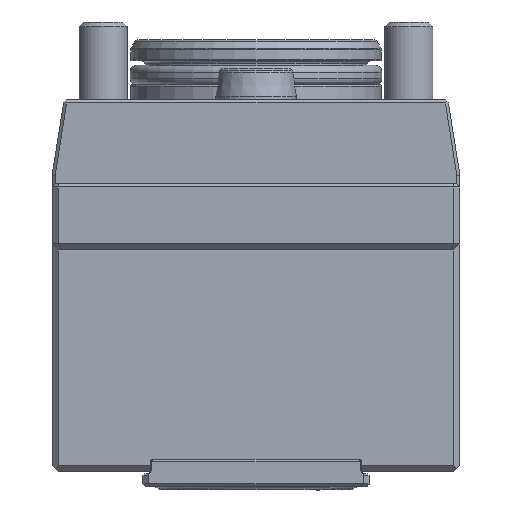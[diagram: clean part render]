
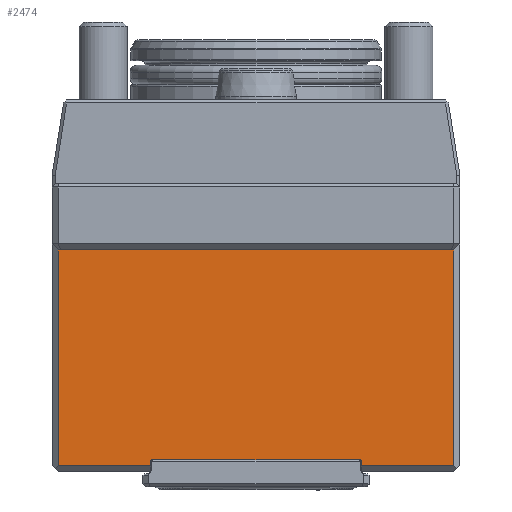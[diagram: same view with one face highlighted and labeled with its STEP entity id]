
A CAD part, left-side view. The second image highlights one B-rep face of the part: STEP entity #2474.
In plain terms, the highlighted planar face has unit normal (-1, 0, 0).
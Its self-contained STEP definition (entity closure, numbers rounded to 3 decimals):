
#93=LINE('',#3870,#321);
#94=LINE('',#3872,#322);
#97=LINE('',#3878,#325);
#146=LINE('',#3976,#374);
#148=LINE('',#3979,#376);
#161=LINE('',#4013,#389);
#162=LINE('',#4014,#390);
#163=LINE('',#4016,#391);
#321=VECTOR('',#2946,1000.);
#322=VECTOR('',#2949,1000.);
#325=VECTOR('',#2954,1000.);
#374=VECTOR('',#3031,1000.);
#376=VECTOR('',#3035,1000.);
#389=VECTOR('',#3070,1000.);
#390=VECTOR('',#3071,1000.);
#391=VECTOR('',#3072,1000.);
#730=ORIENTED_EDGE('',*,*,#1325,.F.);
#731=ORIENTED_EDGE('',*,*,#1332,.T.);
#732=ORIENTED_EDGE('',*,*,#1321,.F.);
#733=ORIENTED_EDGE('',*,*,#1315,.F.);
#734=ORIENTED_EDGE('',*,*,#1261,.T.);
#735=ORIENTED_EDGE('',*,*,#1260,.T.);
#736=ORIENTED_EDGE('',*,*,#1333,.T.);
#737=ORIENTED_EDGE('',*,*,#1334,.T.);
#738=ORIENTED_EDGE('',*,*,#1264,.T.);
#739=ORIENTED_EDGE('',*,*,#1313,.F.);
#1260=EDGE_CURVE('',#1583,#1585,#93,.T.);
#1261=EDGE_CURVE('',#1586,#1583,#94,.T.);
#1264=EDGE_CURVE('',#1588,#1587,#97,.T.);
#1313=EDGE_CURVE('',#1621,#1587,#146,.T.);
#1315=EDGE_CURVE('',#1586,#1623,#148,.T.);
#1321=EDGE_CURVE('',#1623,#1626,#1785,.T.);
#1325=EDGE_CURVE('',#1628,#1621,#1787,.T.);
#1332=EDGE_CURVE('',#1628,#1626,#161,.T.);
#1333=EDGE_CURVE('',#1585,#1633,#162,.T.);
#1334=EDGE_CURVE('',#1633,#1588,#163,.T.);
#1583=VERTEX_POINT('',#3865);
#1585=VERTEX_POINT('',#3869);
#1586=VERTEX_POINT('',#3873);
#1587=VERTEX_POINT('',#3877);
#1588=VERTEX_POINT('',#3879);
#1621=VERTEX_POINT('',#3974);
#1623=VERTEX_POINT('',#3980);
#1626=VERTEX_POINT('',#3992);
#1628=VERTEX_POINT('',#3998);
#1633=VERTEX_POINT('',#4015);
#1785=CIRCLE('',#2651,0.15);
#1787=CIRCLE('',#2654,0.15);
#1903=EDGE_LOOP('',(#730,#731,#732,#733,#734,#735,#736,#737,#738,#739));
#2135=FACE_BOUND('',#1903,.T.);
#2360=PLANE('',#2658);
#2474=ADVANCED_FACE('',(#2135),#2360,.T.);
#2651=AXIS2_PLACEMENT_3D('',#3991,#3047,#3048);
#2654=AXIS2_PLACEMENT_3D('',#4000,#3055,#3056);
#2658=AXIS2_PLACEMENT_3D('',#4012,#3068,#3069);
#2946=DIRECTION('',(0.,0.,1.));
#2949=DIRECTION('',(0.,-1.,0.));
#2954=DIRECTION('',(0.,-1.,0.));
#3031=DIRECTION('',(0.,0.,-1.));
#3035=DIRECTION('',(0.,0.,1.));
#3047=DIRECTION('',(-1.,0.,0.));
#3048=DIRECTION('',(0.,0.,1.));
#3055=DIRECTION('',(-1.,0.,0.));
#3056=DIRECTION('',(0.,0.,1.));
#3068=DIRECTION('',(-1.,0.,0.));
#3069=DIRECTION('',(0.,0.,1.));
#3070=DIRECTION('',(0.,-1.,0.));
#3071=DIRECTION('',(0.,1.,0.));
#3072=DIRECTION('',(0.,0.,-1.));
#3865=CARTESIAN_POINT('',(29.,-33.,-61.));
#3869=CARTESIAN_POINT('',(29.,-33.,-25.));
#3870=CARTESIAN_POINT('',(29.,-33.,-25.));
#3872=CARTESIAN_POINT('',(29.,-34.,-61.));
#3873=CARTESIAN_POINT('',(29.,-17.514,-61.));
#3877=CARTESIAN_POINT('',(29.,17.514,-61.));
#3878=CARTESIAN_POINT('',(29.,-34.,-61.));
#3879=CARTESIAN_POINT('',(29.,33.,-61.));
#3974=CARTESIAN_POINT('',(29.,17.514,-60.15));
#3976=CARTESIAN_POINT('',(29.,17.514,-60.15));
#3979=CARTESIAN_POINT('',(29.,-17.514,-60.15));
#3980=CARTESIAN_POINT('',(29.,-17.514,-60.15));
#3991=CARTESIAN_POINT('',(29.,-17.364,-60.15));
#3992=CARTESIAN_POINT('',(29.,-17.364,-60.));
#3998=CARTESIAN_POINT('',(29.,17.364,-60.));
#4000=CARTESIAN_POINT('',(29.,17.364,-60.15));
#4012=CARTESIAN_POINT('',(29.,-107.1,-25.));
#4013=CARTESIAN_POINT('',(29.,-107.1,-60.));
#4014=CARTESIAN_POINT('',(29.,-107.1,-25.));
#4015=CARTESIAN_POINT('',(29.,33.,-25.));
#4016=CARTESIAN_POINT('',(29.,33.,-62.));
